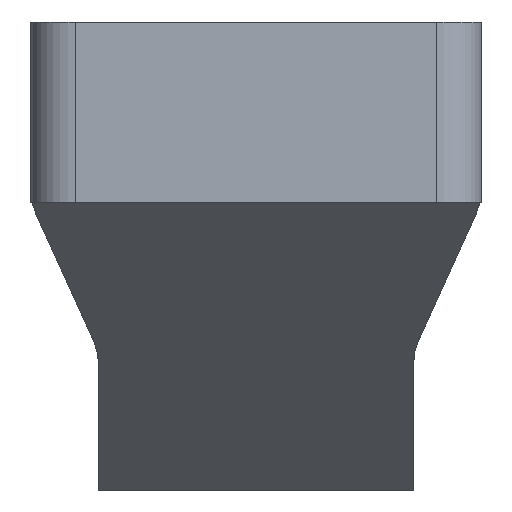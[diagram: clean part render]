
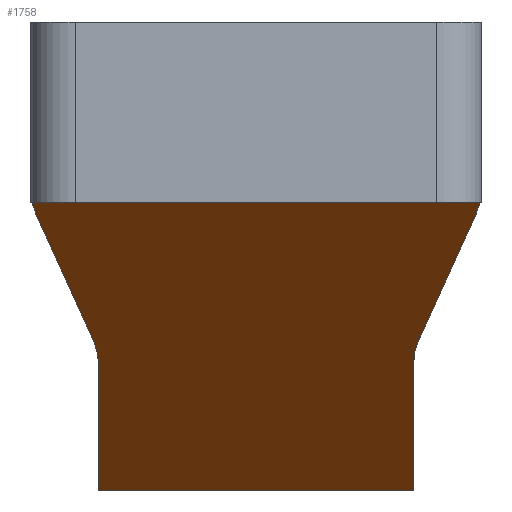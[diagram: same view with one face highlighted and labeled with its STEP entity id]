
A CAD part, front view. The second image highlights one B-rep face of the part: STEP entity #1758.
In plain terms, the highlighted planar face has unit normal (0, -0.5, -0.866).
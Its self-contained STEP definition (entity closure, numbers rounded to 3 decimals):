
#73=DIRECTION('',(0.,-0.866,0.5));
#74=VECTOR('',#73,16.954);
#75=CARTESIAN_POINT('',(-10.5,-9.831,-11.15));
#76=LINE('',#75,#74);
#107=CARTESIAN_POINT('',(-10.826,-27.045,
-1.212));
#108=CARTESIAN_POINT('',(-10.608,-26.212,
-1.693));
#109=CARTESIAN_POINT('',(-10.5,-25.368,-2.18));
#110=CARTESIAN_POINT('',(-10.5,-24.514,-2.673));
#496=CARTESIAN_POINT('',(14.674,-41.755,7.281));
#497=CARTESIAN_POINT('',(14.782,-42.166,7.519));
#498=CARTESIAN_POINT('',(14.863,-42.581,7.758));
#499=CARTESIAN_POINT('',(14.917,-43.,8.));
#501=DIRECTION('',(1.,0.,0.));
#502=VECTOR('',#501,21.);
#503=CARTESIAN_POINT('',(-10.5,-9.831,-11.15));
#504=LINE('',#503,#502);
#505=CARTESIAN_POINT('',(-14.917,-43.,8.));
#506=CARTESIAN_POINT('',(-14.863,-42.581,7.758));
#507=CARTESIAN_POINT('',(-14.782,-42.166,7.519));
#508=CARTESIAN_POINT('',(-14.674,-41.755,7.281));
#510=DIRECTION('',(1.,0.,0.));
#511=VECTOR('',#510,29.834);
#512=CARTESIAN_POINT('',(-14.917,-43.,8.));
#513=LINE('',#512,#511);
#526=DIRECTION('',(0.221,-0.845,0.488));
#527=VECTOR('',#526,17.417);
#528=CARTESIAN_POINT('',(10.826,-27.045,-1.212));
#529=LINE('',#528,#527);
#530=CARTESIAN_POINT('',(10.5,-24.514,-2.673));
#531=CARTESIAN_POINT('',(10.5,-25.368,-2.18));
#532=CARTESIAN_POINT('',(10.608,-26.212,-1.693));
#533=CARTESIAN_POINT('',(10.826,-27.045,-1.212));
#573=DIRECTION('',(0.,-0.866,0.5));
#574=VECTOR('',#573,16.954);
#575=CARTESIAN_POINT('',(10.5,-9.831,-11.15));
#576=LINE('',#575,#574);
#785=DIRECTION('',(0.221,0.845,-0.488));
#786=VECTOR('',#785,17.417);
#787=CARTESIAN_POINT('',(-14.674,-41.755,7.281));
#788=LINE('',#787,#786);
#889=CARTESIAN_POINT('',(-10.5,-9.831,-11.15));
#890=CARTESIAN_POINT('',(10.5,-9.831,-11.15));
#891=VERTEX_POINT('',#889);
#892=VERTEX_POINT('',#890);
#941=CARTESIAN_POINT('',(10.5,-24.514,-2.673));
#943=VERTEX_POINT('',#941);
#945=CARTESIAN_POINT('',(10.826,-27.045,-1.212));
#947=VERTEX_POINT('',#945);
#950=CARTESIAN_POINT('',(-10.5,-24.514,-2.673));
#952=VERTEX_POINT('',#950);
#954=CARTESIAN_POINT('',(-10.826,-27.045,
-1.212));
#956=VERTEX_POINT('',#954);
#962=CARTESIAN_POINT('',(14.674,-41.755,7.281));
#963=VERTEX_POINT('',#962);
#964=VERTEX_POINT('',#499);
#968=CARTESIAN_POINT('',(-14.917,-43.,8.));
#970=VERTEX_POINT('',#968);
#971=VERTEX_POINT('',#508);
#1736=CARTESIAN_POINT('',(-10.5,-9.831,-11.15));
#1737=DIRECTION('',(0.,-0.5,-0.866));
#1738=DIRECTION('',(0.,-0.866,0.5));
#1739=AXIS2_PLACEMENT_3D('',#1736,#1737,#1738);
#1740=PLANE('',#1739);
#1742=ORIENTED_EDGE('',*,*,#1741,.F.);
#1744=ORIENTED_EDGE('',*,*,#1743,.F.);
#1746=ORIENTED_EDGE('',*,*,#1745,.F.);
#1748=ORIENTED_EDGE('',*,*,#1747,.F.);
#1749=ORIENTED_EDGE('',*,*,#1061,.F.);
#1750=ORIENTED_EDGE('',*,*,#1169,.T.);
#1751=ORIENTED_EDGE('',*,*,#1200,.F.);
#1753=ORIENTED_EDGE('',*,*,#1752,.F.);
#1754=ORIENTED_EDGE('',*,*,#1727,.F.);
#1755=ORIENTED_EDGE('',*,*,#1506,.T.);
#1756=EDGE_LOOP('',(#1742,#1744,#1746,#1748,#1749,#1750,#1751,#1753,#1754,
#1755));
#1757=FACE_OUTER_BOUND('',#1756,.F.);
#1758=ADVANCED_FACE('',(#1757),#1740,.T.);
#111=B_SPLINE_CURVE_WITH_KNOTS('',3,(#107,#108,#109,#110),.UNSPECIFIED.,.F.,.F.,
(4,4),(0.,1.),.UNSPECIFIED.);
#500=B_SPLINE_CURVE_WITH_KNOTS('',3,(#496,#497,#498,#499),.UNSPECIFIED.,.F.,.F.,
(4,4),(0.,1.),.UNSPECIFIED.);
#509=B_SPLINE_CURVE_WITH_KNOTS('',3,(#505,#506,#507,#508),.UNSPECIFIED.,.F.,.F.,
(4,4),(0.,1.),.UNSPECIFIED.);
#534=B_SPLINE_CURVE_WITH_KNOTS('',3,(#530,#531,#532,#533),.UNSPECIFIED.,.F.,.F.,
(4,4),(0.,1.),.UNSPECIFIED.);
#1061=EDGE_CURVE('',#891,#892,#504,.T.);
#1169=EDGE_CURVE('',#891,#952,#76,.T.);
#1200=EDGE_CURVE('',#956,#952,#111,.T.);
#1506=EDGE_CURVE('',#970,#964,#513,.T.);
#1727=EDGE_CURVE('',#970,#971,#509,.T.);
#1741=EDGE_CURVE('',#963,#964,#500,.T.);
#1743=EDGE_CURVE('',#947,#963,#529,.T.);
#1745=EDGE_CURVE('',#943,#947,#534,.T.);
#1747=EDGE_CURVE('',#892,#943,#576,.T.);
#1752=EDGE_CURVE('',#971,#956,#788,.T.);
